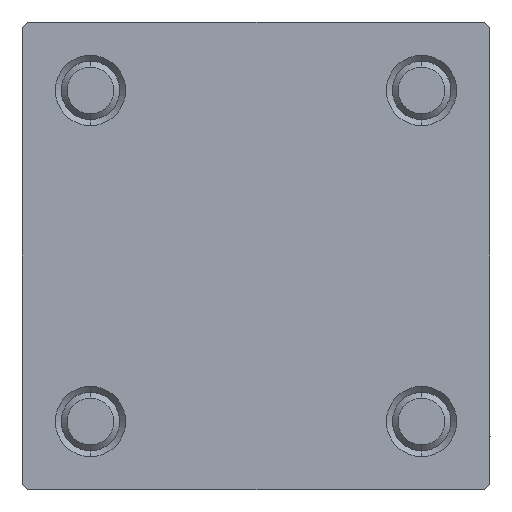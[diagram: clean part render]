
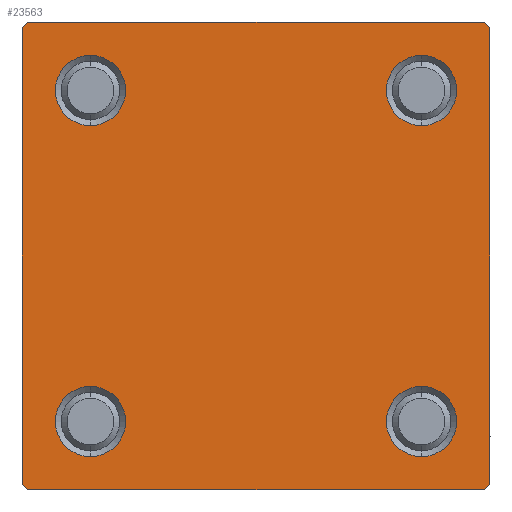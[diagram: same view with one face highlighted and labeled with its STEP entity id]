
A CAD part, left-side view. The second image highlights one B-rep face of the part: STEP entity #23563.
In plain terms, the highlighted planar face has unit normal (-1, 0, 0).
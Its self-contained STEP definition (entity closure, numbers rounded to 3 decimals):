
#1494 = EDGE_LOOP ( 'NONE', ( #21530, #41848, #11476, #41369, #17995, #7249, #43830, #26377 ) ) ;
#1546 = CARTESIAN_POINT ( 'NONE',  ( 0., 20., -19.5 ) ) ;
#1570 = CARTESIAN_POINT ( 'NONE',  ( 0., -14.15, 11.15 ) ) ;
#2801 = CARTESIAN_POINT ( 'NONE',  ( 0., -20., 20. ) ) ;
#3113 = DIRECTION ( 'NONE',  ( 1., 0., 0. ) ) ;
#3157 = PLANE ( 'NONE',  #27300 ) ;
#3358 = EDGE_CURVE ( 'NONE', #44370, #47189, #19672, .T. ) ;
#3901 = EDGE_CURVE ( 'NONE', #41911, #31054, #19065, .T. ) ;
#3951 = ORIENTED_EDGE ( 'NONE', *, *, #17748, .T. ) ;
#5102 = AXIS2_PLACEMENT_3D ( 'NONE', #16225, #43490, #35915 ) ;
#5158 = CARTESIAN_POINT ( 'NONE',  ( 0., 20., -20. ) ) ;
#5414 = DIRECTION ( 'NONE',  ( 0., 0.707, 0.707 ) ) ;
#6153 = CARTESIAN_POINT ( 'NONE',  ( 0., -19.75, 19.75 ) ) ;
#6391 = EDGE_CURVE ( 'NONE', #32856, #14904, #34350, .T. ) ;
#7249 = ORIENTED_EDGE ( 'NONE', *, *, #14493, .T. ) ;
#7410 = VECTOR ( 'NONE', #14421, 1000. ) ;
#7441 = AXIS2_PLACEMENT_3D ( 'NONE', #15061, #7719, #22386 ) ;
#7719 = DIRECTION ( 'NONE',  ( 1., 0., 0. ) ) ;
#7860 = CARTESIAN_POINT ( 'NONE',  ( 0., 14.15, -11.15 ) ) ;
#8998 = VERTEX_POINT ( 'NONE', #33557 ) ;
#9210 = LINE ( 'NONE', #6153, #24107 ) ;
#9600 = ORIENTED_EDGE ( 'NONE', *, *, #16294, .T. ) ;
#10025 = DIRECTION ( 'NONE',  ( 0., 0.707, -0.707 ) ) ;
#10493 = FACE_BOUND ( 'NONE', #19461, .T. ) ;
#10556 = VERTEX_POINT ( 'NONE', #22995 ) ;
#11419 = VERTEX_POINT ( 'NONE', #49628 ) ;
#11476 = ORIENTED_EDGE ( 'NONE', *, *, #28006, .T. ) ;
#11996 = CIRCLE ( 'NONE', #40218, 3. ) ;
#12137 = EDGE_LOOP ( 'NONE', ( #18180, #47856 ) ) ;
#12256 = DIRECTION ( 'NONE',  ( 0., -1., 0. ) ) ;
#12858 = AXIS2_PLACEMENT_3D ( 'NONE', #44148, #47210, #23985 ) ;
#13949 = VERTEX_POINT ( 'NONE', #21940 ) ;
#14026 = EDGE_CURVE ( 'NONE', #16270, #34030, #11996, .T. ) ;
#14421 = DIRECTION ( 'NONE',  ( 0., 0., -1. ) ) ;
#14493 = EDGE_CURVE ( 'NONE', #8998, #32228, #9210, .T. ) ;
#14780 = DIRECTION ( 'NONE',  ( -1., 0., 0. ) ) ;
#14904 = VERTEX_POINT ( 'NONE', #19724 ) ;
#15057 = CARTESIAN_POINT ( 'NONE',  ( 0., 14.15, 17.15 ) ) ;
#15061 = CARTESIAN_POINT ( 'NONE',  ( 0., 14.15, -14.15 ) ) ;
#15175 = LINE ( 'NONE', #30588, #47536 ) ;
#15262 = DIRECTION ( 'NONE',  ( 1., 0., 0. ) ) ;
#15390 = CIRCLE ( 'NONE', #44389, 3. ) ;
#16038 = CARTESIAN_POINT ( 'NONE',  ( 0., 20., 20. ) ) ;
#16225 = CARTESIAN_POINT ( 'NONE',  ( 0., -14.15, 14.15 ) ) ;
#16270 = VERTEX_POINT ( 'NONE', #36085 ) ;
#16294 = EDGE_CURVE ( 'NONE', #34030, #16270, #27399, .T. ) ;
#16389 = CIRCLE ( 'NONE', #5102, 3. ) ;
#16529 = LINE ( 'NONE', #16038, #47839 ) ;
#17748 = EDGE_CURVE ( 'NONE', #13949, #25669, #15390, .T. ) ;
#17995 = ORIENTED_EDGE ( 'NONE', *, *, #36381, .F. ) ;
#18180 = ORIENTED_EDGE ( 'NONE', *, *, #6391, .T. ) ;
#18924 = EDGE_CURVE ( 'NONE', #10556, #34594, #15175, .T. ) ;
#19065 = CIRCLE ( 'NONE', #43249, 3. ) ;
#19461 = EDGE_LOOP ( 'NONE', ( #3951, #41991 ) ) ;
#19672 = LINE ( 'NONE', #41466, #28738 ) ;
#19724 = CARTESIAN_POINT ( 'NONE',  ( 0., 14.15, -17.15 ) ) ;
#20903 = VECTOR ( 'NONE', #41749, 1000. ) ;
#21530 = ORIENTED_EDGE ( 'NONE', *, *, #18924, .T. ) ;
#21670 = CARTESIAN_POINT ( 'NONE',  ( 0., 14.15, -14.15 ) ) ;
#21921 = DIRECTION ( 'NONE',  ( 0., 0., 1. ) ) ;
#21940 = CARTESIAN_POINT ( 'NONE',  ( 0., -14.15, 17.15 ) ) ;
#22386 = DIRECTION ( 'NONE',  ( 0., 0., 1. ) ) ;
#22995 = CARTESIAN_POINT ( 'NONE',  ( 0., 20., 19.5 ) ) ;
#23563 = ADVANCED_FACE ( 'NONE', ( #10493, #29946, #26643, #42047, #33720 ), #3157, .T. ) ;
#23985 = DIRECTION ( 'NONE',  ( 0., 0., 1. ) ) ;
#24107 = VECTOR ( 'NONE', #5414, 1000. ) ;
#24632 = DIRECTION ( 'NONE',  ( 1., 0., 0. ) ) ;
#25345 = DIRECTION ( 'NONE',  ( 0., 0., 1. ) ) ;
#25669 = VERTEX_POINT ( 'NONE', #1570 ) ;
#25987 = DIRECTION ( 'NONE',  ( 1., 0., 0. ) ) ;
#26232 = CARTESIAN_POINT ( 'NONE',  ( 0., -14.15, -14.15 ) ) ;
#26377 = ORIENTED_EDGE ( 'NONE', *, *, #47949, .T. ) ;
#26643 = FACE_BOUND ( 'NONE', #12137, .T. ) ;
#27300 = AXIS2_PLACEMENT_3D ( 'NONE', #45337, #14780, #30692 ) ;
#27399 = CIRCLE ( 'NONE', #12858, 3. ) ;
#27891 = AXIS2_PLACEMENT_3D ( 'NONE', #28177, #24632, #32691 ) ;
#28006 = EDGE_CURVE ( 'NONE', #11419, #44370, #39773, .T. ) ;
#28177 = CARTESIAN_POINT ( 'NONE',  ( 0., 14.15, 14.15 ) ) ;
#28355 = CARTESIAN_POINT ( 'NONE',  ( 0., 19.5, 20. ) ) ;
#28738 = VECTOR ( 'NONE', #33643, 1000. ) ;
#29231 = CIRCLE ( 'NONE', #7441, 3. ) ;
#29946 = FACE_BOUND ( 'NONE', #45951, .T. ) ;
#30117 = EDGE_CURVE ( 'NONE', #34594, #11419, #30393, .T. ) ;
#30155 = EDGE_LOOP ( 'NONE', ( #40379, #40423 ) ) ;
#30246 = VECTOR ( 'NONE', #10025, 1000. ) ;
#30393 = LINE ( 'NONE', #46297, #20903 ) ;
#30588 = CARTESIAN_POINT ( 'NONE',  ( 0., 20., 20. ) ) ;
#30692 = DIRECTION ( 'NONE',  ( 0., 0., 1. ) ) ;
#30925 = DIRECTION ( 'NONE',  ( 0., 0., 1. ) ) ;
#31054 = VERTEX_POINT ( 'NONE', #15057 ) ;
#32153 = VECTOR ( 'NONE', #38781, 1000. ) ;
#32228 = VERTEX_POINT ( 'NONE', #42525 ) ;
#32691 = DIRECTION ( 'NONE',  ( 0., 0., 1. ) ) ;
#32856 = VERTEX_POINT ( 'NONE', #7860 ) ;
#32865 = CARTESIAN_POINT ( 'NONE',  ( 0., -19.5, -20. ) ) ;
#33557 = CARTESIAN_POINT ( 'NONE',  ( 0., -20., 19.5 ) ) ;
#33643 = DIRECTION ( 'NONE',  ( 0., -0.707, 0.707 ) ) ;
#33720 = FACE_OUTER_BOUND ( 'NONE', #1494, .T. ) ;
#34030 = VERTEX_POINT ( 'NONE', #35593 ) ;
#34350 = CIRCLE ( 'NONE', #45639, 3. ) ;
#34594 = VERTEX_POINT ( 'NONE', #1546 ) ;
#34704 = LINE ( 'NONE', #44877, #30246 ) ;
#34940 = CARTESIAN_POINT ( 'NONE',  ( 0., -20., -19.5 ) ) ;
#35593 = CARTESIAN_POINT ( 'NONE',  ( 0., -14.15, -11.15 ) ) ;
#35915 = DIRECTION ( 'NONE',  ( 0., 0., 1. ) ) ;
#36085 = CARTESIAN_POINT ( 'NONE',  ( 0., -14.15, -17.15 ) ) ;
#36381 = EDGE_CURVE ( 'NONE', #8998, #47189, #37402, .T. ) ;
#37402 = LINE ( 'NONE', #2801, #7410 ) ;
#37578 = DIRECTION ( 'NONE',  ( 1., 0., 0. ) ) ;
#37600 = DIRECTION ( 'NONE',  ( 0., 0., 1. ) ) ;
#38134 = EDGE_CURVE ( 'NONE', #14904, #32856, #29231, .T. ) ;
#38781 = DIRECTION ( 'NONE',  ( 0., -1., 0. ) ) ;
#39185 = CIRCLE ( 'NONE', #27891, 3. ) ;
#39758 = EDGE_CURVE ( 'NONE', #44293, #32228, #16529, .T. ) ;
#39773 = LINE ( 'NONE', #5158, #32153 ) ;
#40036 = EDGE_CURVE ( 'NONE', #25669, #13949, #16389, .T. ) ;
#40218 = AXIS2_PLACEMENT_3D ( 'NONE', #26232, #25987, #37600 ) ;
#40379 = ORIENTED_EDGE ( 'NONE', *, *, #49717, .T. ) ;
#40423 = ORIENTED_EDGE ( 'NONE', *, *, #3901, .T. ) ;
#41256 = CARTESIAN_POINT ( 'NONE',  ( 0., -14.15, 14.15 ) ) ;
#41369 = ORIENTED_EDGE ( 'NONE', *, *, #3358, .T. ) ;
#41466 = CARTESIAN_POINT ( 'NONE',  ( 0., -19.75, -19.75 ) ) ;
#41749 = DIRECTION ( 'NONE',  ( 0., -0.707, -0.707 ) ) ;
#41848 = ORIENTED_EDGE ( 'NONE', *, *, #30117, .T. ) ;
#41911 = VERTEX_POINT ( 'NONE', #47987 ) ;
#41991 = ORIENTED_EDGE ( 'NONE', *, *, #40036, .T. ) ;
#42047 = FACE_BOUND ( 'NONE', #30155, .T. ) ;
#42195 = DIRECTION ( 'NONE',  ( 0., 0., -1. ) ) ;
#42525 = CARTESIAN_POINT ( 'NONE',  ( 0., -19.5, 20. ) ) ;
#43249 = AXIS2_PLACEMENT_3D ( 'NONE', #49612, #15262, #30925 ) ;
#43490 = DIRECTION ( 'NONE',  ( 1., 0., 0. ) ) ;
#43830 = ORIENTED_EDGE ( 'NONE', *, *, #39758, .F. ) ;
#44148 = CARTESIAN_POINT ( 'NONE',  ( 0., -14.15, -14.15 ) ) ;
#44293 = VERTEX_POINT ( 'NONE', #28355 ) ;
#44370 = VERTEX_POINT ( 'NONE', #32865 ) ;
#44389 = AXIS2_PLACEMENT_3D ( 'NONE', #41256, #3113, #25345 ) ;
#44877 = CARTESIAN_POINT ( 'NONE',  ( 0., 19.75, 19.75 ) ) ;
#45141 = ORIENTED_EDGE ( 'NONE', *, *, #14026, .T. ) ;
#45337 = CARTESIAN_POINT ( 'NONE',  ( 0., 0., 0. ) ) ;
#45639 = AXIS2_PLACEMENT_3D ( 'NONE', #21670, #37578, #21921 ) ;
#45951 = EDGE_LOOP ( 'NONE', ( #9600, #45141 ) ) ;
#46297 = CARTESIAN_POINT ( 'NONE',  ( 0., 19.75, -19.75 ) ) ;
#47189 = VERTEX_POINT ( 'NONE', #34940 ) ;
#47210 = DIRECTION ( 'NONE',  ( 1., 0., 0. ) ) ;
#47536 = VECTOR ( 'NONE', #42195, 1000. ) ;
#47839 = VECTOR ( 'NONE', #12256, 1000. ) ;
#47856 = ORIENTED_EDGE ( 'NONE', *, *, #38134, .T. ) ;
#47949 = EDGE_CURVE ( 'NONE', #44293, #10556, #34704, .T. ) ;
#47987 = CARTESIAN_POINT ( 'NONE',  ( 0., 14.15, 11.15 ) ) ;
#49612 = CARTESIAN_POINT ( 'NONE',  ( 0., 14.15, 14.15 ) ) ;
#49628 = CARTESIAN_POINT ( 'NONE',  ( 0., 19.5, -20. ) ) ;
#49717 = EDGE_CURVE ( 'NONE', #31054, #41911, #39185, .T. ) ;
